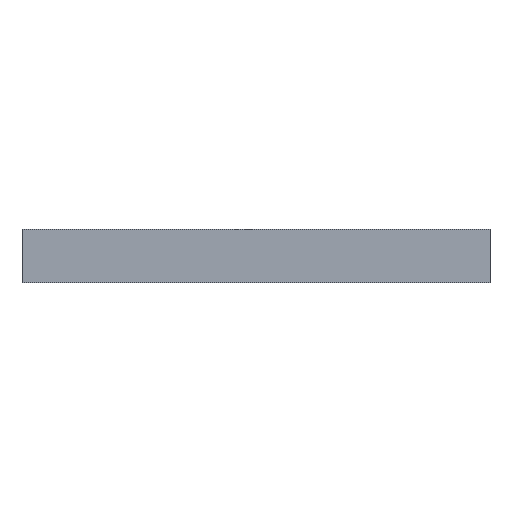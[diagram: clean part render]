
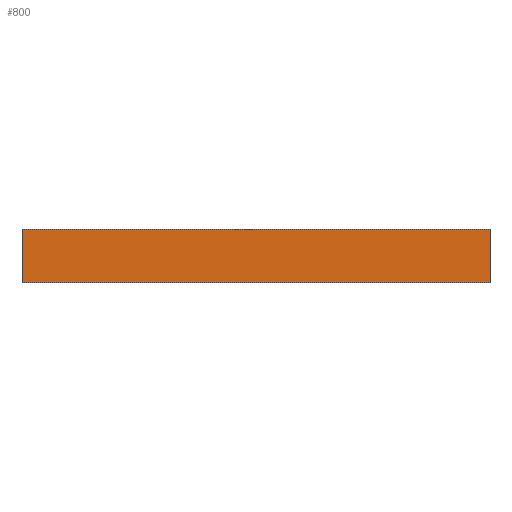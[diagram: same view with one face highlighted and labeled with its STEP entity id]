
A CAD part, front view. The second image highlights one B-rep face of the part: STEP entity #800.
In plain terms, the highlighted planar face has unit normal (0, -1, 0).
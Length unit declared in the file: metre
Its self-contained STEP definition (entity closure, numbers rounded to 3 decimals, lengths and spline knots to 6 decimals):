
#113=ORIENTED_EDGE('',*,*,#325,.F.);
#114=ORIENTED_EDGE('',*,*,#324,.F.);
#115=ORIENTED_EDGE('',*,*,#326,.T.);
#116=ORIENTED_EDGE('',*,*,#327,.T.);
#324=EDGE_CURVE('',#424,#423,#508,.T.);
#325=EDGE_CURVE('',#423,#425,#509,.T.);
#326=EDGE_CURVE('',#424,#426,#510,.T.);
#327=EDGE_CURVE('',#426,#425,#511,.T.);
#423=VERTEX_POINT('',#1213);
#424=VERTEX_POINT('',#1215);
#425=VERTEX_POINT('',#1219);
#426=VERTEX_POINT('',#1221);
#508=LINE('',#1216,#609);
#509=LINE('',#1218,#610);
#510=LINE('',#1220,#611);
#511=LINE('',#1222,#612);
#609=VECTOR('',#984,1.);
#610=VECTOR('',#987,1.);
#611=VECTOR('',#988,1.);
#612=VECTOR('',#989,1.);
#670=EDGE_LOOP('',(#113,#114,#115,#116));
#719=FACE_BOUND('',#670,.T.);
#763=PLANE('',#856);
#800=ADVANCED_FACE('',(#719),#763,.T.);
#856=AXIS2_PLACEMENT_3D('',#1217,#985,#986);
#984=DIRECTION('',(0.,0.,1.));
#985=DIRECTION('',(0.,-1.,0.));
#986=DIRECTION('',(1.,0.,0.));
#987=DIRECTION('',(1.,0.,0.));
#988=DIRECTION('',(1.,0.,0.));
#989=DIRECTION('',(0.,0.,1.));
#1213=CARTESIAN_POINT('',(-0.088,-0.0885,0.));
#1215=CARTESIAN_POINT('',(-0.088,-0.0885,-0.015));
#1216=CARTESIAN_POINT('',(-0.088,-0.0885,-0.015));
#1217=CARTESIAN_POINT('',(-0.02225,-0.0885,-0.015));
#1218=CARTESIAN_POINT('',(-0.02225,-0.0885,0.));
#1219=CARTESIAN_POINT('',(0.0435,-0.0885,0.));
#1220=CARTESIAN_POINT('',(-0.02225,-0.0885,-0.015));
#1221=CARTESIAN_POINT('',(0.0435,-0.0885,-0.015));
#1222=CARTESIAN_POINT('',(0.0435,-0.0885,-0.015));
